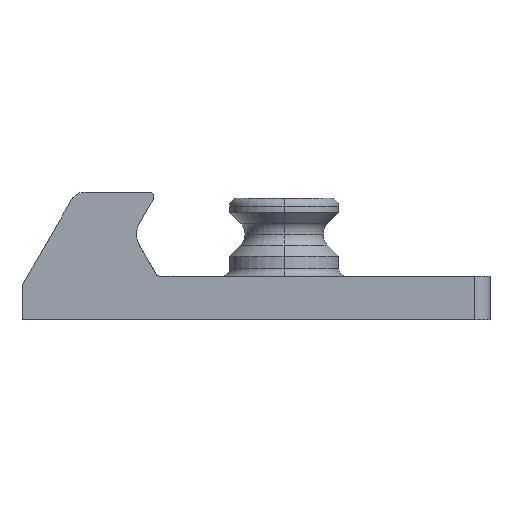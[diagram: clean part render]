
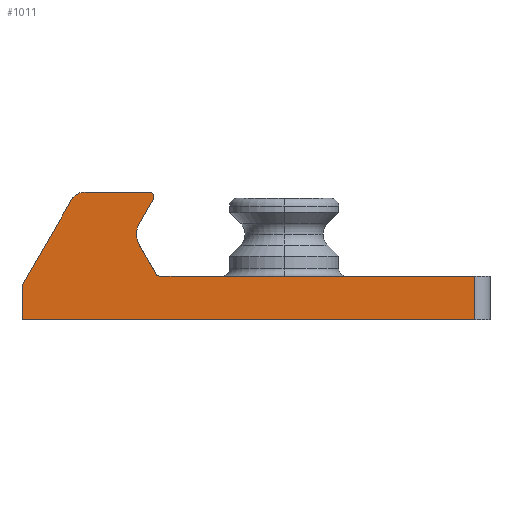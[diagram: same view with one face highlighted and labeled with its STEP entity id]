
A CAD part, left-side view. The second image highlights one B-rep face of the part: STEP entity #1011.
In plain terms, the highlighted planar face has unit normal (-1, 0, 0).
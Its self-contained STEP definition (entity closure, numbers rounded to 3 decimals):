
#12 = DIRECTION ( 'NONE',  ( 1., 0., 0. ) ) ;
#31 = VERTEX_POINT ( 'NONE', #1650 ) ;
#42 = VERTEX_POINT ( 'NONE', #2074 ) ;
#50 = EDGE_CURVE ( 'NONE', #227, #1206, #763, .T. ) ;
#58 = ORIENTED_EDGE ( 'NONE', *, *, #2731, .T. ) ;
#111 = ORIENTED_EDGE ( 'NONE', *, *, #2136, .T. ) ;
#227 = VERTEX_POINT ( 'NONE', #1931 ) ;
#242 = VECTOR ( 'NONE', #1689, 1000. ) ;
#260 = DIRECTION ( 'NONE',  ( 0., 0., -1. ) ) ;
#288 = CARTESIAN_POINT ( 'NONE',  ( 0., 22.483, 4.8 ) ) ;
#295 = LINE ( 'NONE', #2521, #1234 ) ;
#333 = LINE ( 'NONE', #2124, #242 ) ;
#344 = EDGE_CURVE ( 'NONE', #1628, #1724, #683, .T. ) ;
#369 = LINE ( 'NONE', #2126, #1424 ) ;
#371 = ORIENTED_EDGE ( 'NONE', *, *, #344, .T. ) ;
#401 = EDGE_CURVE ( 'NONE', #1206, #1759, #2199, .T. ) ;
#423 = CARTESIAN_POINT ( 'NONE',  ( 0., 0., 2.8 ) ) ;
#425 = CARTESIAN_POINT ( 'NONE',  ( 0., 0., 0. ) ) ;
#429 = CARTESIAN_POINT ( 'NONE',  ( 0., 21.328, 8.2 ) ) ;
#439 = CARTESIAN_POINT ( 'NONE',  ( 0., 1., 0. ) ) ;
#452 = CARTESIAN_POINT ( 'NONE',  ( 0., 21.155, 3.1 ) ) ;
#493 = LINE ( 'NONE', #737, #1572 ) ;
#531 = DIRECTION ( 'NONE',  ( 0., 0.5, 0.866 ) ) ;
#584 = ORIENTED_EDGE ( 'NONE', *, *, #925, .T. ) ;
#655 = EDGE_CURVE ( 'NONE', #1941, #1924, #2429, .T. ) ;
#683 = LINE ( 'NONE', #429, #2152 ) ;
#737 = CARTESIAN_POINT ( 'NONE',  ( 0., 30., 2.8 ) ) ;
#763 = LINE ( 'NONE', #951, #1078 ) ;
#814 = CARTESIAN_POINT ( 'NONE',  ( 0., 30., 2.2 ) ) ;
#825 = ORIENTED_EDGE ( 'NONE', *, *, #1063, .T. ) ;
#844 = DIRECTION ( 'NONE',  ( 0., 0., -1. ) ) ;
#922 = AXIS2_PLACEMENT_3D ( 'NONE', #1462, #1296, #844 ) ;
#925 = EDGE_CURVE ( 'NONE', #2288, #2030, #333, .T. ) ;
#951 = CARTESIAN_POINT ( 'NONE',  ( 0., 21.328, 2.8 ) ) ;
#991 = CARTESIAN_POINT ( 'NONE',  ( 0., 26.825, 7.7 ) ) ;
#1011 = ADVANCED_FACE ( 'NONE', ( #2557 ), #1351, .F. ) ;
#1049 = EDGE_LOOP ( 'NONE', ( #371, #58, #584, #2676, #1189, #111, #1773, #825, #2879, #1933, #2449, #2100 ) ) ;
#1063 = EDGE_CURVE ( 'NONE', #31, #227, #2749, .T. ) ;
#1064 = CIRCLE ( 'NONE', #1110, 1. ) ;
#1078 = VECTOR ( 'NONE', #531, 1000. ) ;
#1110 = AXIS2_PLACEMENT_3D ( 'NONE', #2053, #2783, #260 ) ;
#1168 = DIRECTION ( 'NONE',  ( 0., 0., -1. ) ) ;
#1189 = ORIENTED_EDGE ( 'NONE', *, *, #655, .T. ) ;
#1199 = AXIS2_PLACEMENT_3D ( 'NONE', #452, #2210, #2427 ) ;
#1206 = VERTEX_POINT ( 'NONE', #288 ) ;
#1234 = VECTOR ( 'NONE', #2048, 1000. ) ;
#1296 = DIRECTION ( 'NONE',  ( -1., 0., 0. ) ) ;
#1312 = CARTESIAN_POINT ( 'NONE',  ( 0., 0., 2.8 ) ) ;
#1337 = CARTESIAN_POINT ( 'NONE',  ( 0., 30., 0. ) ) ;
#1344 = CARTESIAN_POINT ( 'NONE',  ( 0., 21.27, 5.5 ) ) ;
#1351 = PLANE ( 'NONE',  #1416 ) ;
#1416 = AXIS2_PLACEMENT_3D ( 'NONE', #423, #2242, #2874 ) ;
#1424 = VECTOR ( 'NONE', #2355, 1000. ) ;
#1458 = EDGE_CURVE ( 'NONE', #42, #1628, #2180, .T. ) ;
#1462 = CARTESIAN_POINT ( 'NONE',  ( 0., 21.848, 7.9 ) ) ;
#1572 = VECTOR ( 'NONE', #1168, 1000. ) ;
#1628 = VERTEX_POINT ( 'NONE', #2489 ) ;
#1650 = CARTESIAN_POINT ( 'NONE',  ( 0., 21.155, 2.8 ) ) ;
#1689 = DIRECTION ( 'NONE',  ( 0., 0.5, -0.866 ) ) ;
#1724 = VERTEX_POINT ( 'NONE', #2069 ) ;
#1759 = VERTEX_POINT ( 'NONE', #2516 ) ;
#1773 = ORIENTED_EDGE ( 'NONE', *, *, #2388, .F. ) ;
#1849 = EDGE_CURVE ( 'NONE', #1759, #42, #369, .T. ) ;
#1924 = VERTEX_POINT ( 'NONE', #439 ) ;
#1931 = CARTESIAN_POINT ( 'NONE',  ( 0., 21.415, 2.95 ) ) ;
#1933 = ORIENTED_EDGE ( 'NONE', *, *, #401, .T. ) ;
#1941 = VERTEX_POINT ( 'NONE', #1337 ) ;
#1989 = LINE ( 'NONE', #1312, #2826 ) ;
#1990 = DIRECTION ( 'NONE',  ( 0., 0., -1. ) ) ;
#2030 = VERTEX_POINT ( 'NONE', #814 ) ;
#2035 = CARTESIAN_POINT ( 'NONE',  ( 0., 1., 2.8 ) ) ;
#2048 = DIRECTION ( 'NONE',  ( 0., 0., 1. ) ) ;
#2053 = CARTESIAN_POINT ( 'NONE',  ( 0., 25.959, 7.2 ) ) ;
#2069 = CARTESIAN_POINT ( 'NONE',  ( 0., 25.959, 8.2 ) ) ;
#2074 = CARTESIAN_POINT ( 'NONE',  ( 0., 21.588, 7.75 ) ) ;
#2100 = ORIENTED_EDGE ( 'NONE', *, *, #1458, .T. ) ;
#2124 = CARTESIAN_POINT ( 'NONE',  ( 0., 30., 2.2 ) ) ;
#2125 = VERTEX_POINT ( 'NONE', #2035 ) ;
#2126 = CARTESIAN_POINT ( 'NONE',  ( 0., 22.887, 5.5 ) ) ;
#2136 = EDGE_CURVE ( 'NONE', #1924, #2125, #295, .T. ) ;
#2152 = VECTOR ( 'NONE', #2422, 1000. ) ;
#2180 = CIRCLE ( 'NONE', #922, 0.3 ) ;
#2199 = CIRCLE ( 'NONE', #2625, 1.4 ) ;
#2200 = DIRECTION ( 'NONE',  ( 0., -1., 0. ) ) ;
#2210 = DIRECTION ( 'NONE',  ( 1., 0., 0. ) ) ;
#2242 = DIRECTION ( 'NONE',  ( 1., 0., 0. ) ) ;
#2288 = VERTEX_POINT ( 'NONE', #991 ) ;
#2355 = DIRECTION ( 'NONE',  ( 0., -0.5, 0.866 ) ) ;
#2388 = EDGE_CURVE ( 'NONE', #31, #2125, #1989, .T. ) ;
#2421 = DIRECTION ( 'NONE',  ( 0., -1., 0. ) ) ;
#2422 = DIRECTION ( 'NONE',  ( 0., 1., 0. ) ) ;
#2427 = DIRECTION ( 'NONE',  ( 0., 0., -1. ) ) ;
#2429 = LINE ( 'NONE', #425, #2763 ) ;
#2449 = ORIENTED_EDGE ( 'NONE', *, *, #1849, .T. ) ;
#2489 = CARTESIAN_POINT ( 'NONE',  ( 0., 21.848, 8.2 ) ) ;
#2516 = CARTESIAN_POINT ( 'NONE',  ( 0., 22.483, 6.2 ) ) ;
#2521 = CARTESIAN_POINT ( 'NONE',  ( 0., 1., 2.8 ) ) ;
#2557 = FACE_OUTER_BOUND ( 'NONE', #1049, .T. ) ;
#2625 = AXIS2_PLACEMENT_3D ( 'NONE', #1344, #12, #1990 ) ;
#2676 = ORIENTED_EDGE ( 'NONE', *, *, #2840, .T. ) ;
#2731 = EDGE_CURVE ( 'NONE', #1724, #2288, #1064, .T. ) ;
#2749 = CIRCLE ( 'NONE', #1199, 0.3 ) ;
#2763 = VECTOR ( 'NONE', #2200, 1000. ) ;
#2783 = DIRECTION ( 'NONE',  ( -1., 0., 0. ) ) ;
#2826 = VECTOR ( 'NONE', #2421, 1000. ) ;
#2840 = EDGE_CURVE ( 'NONE', #2030, #1941, #493, .T. ) ;
#2874 = DIRECTION ( 'NONE',  ( 0., 0., -1. ) ) ;
#2879 = ORIENTED_EDGE ( 'NONE', *, *, #50, .T. ) ;
